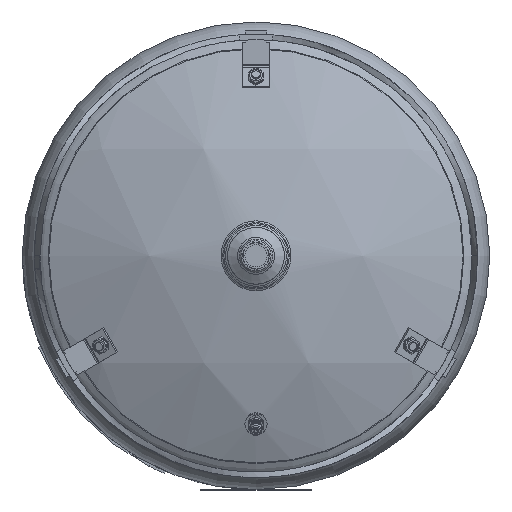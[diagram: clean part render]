
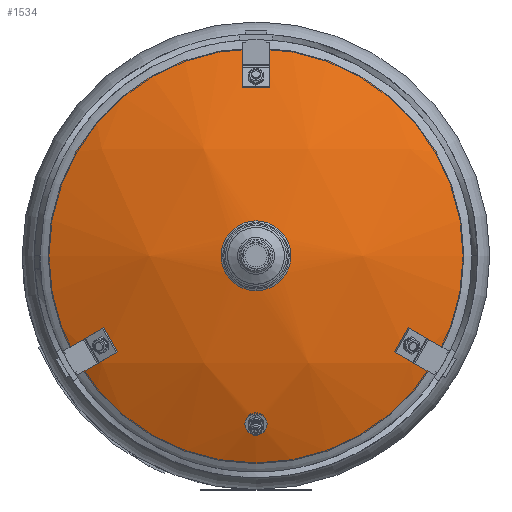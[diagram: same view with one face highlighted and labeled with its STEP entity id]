
A CAD part, front view. The second image highlights one B-rep face of the part: STEP entity #1534.
In plain terms, the highlighted spherical face has radius 420 mm.
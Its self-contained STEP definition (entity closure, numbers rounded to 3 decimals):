
#1243=CARTESIAN_POINT('',(186.667,-790.34,0.));
#1244=VERTEX_POINT('',#1243);
#1245=CARTESIAN_POINT('',(0.,-790.34,0.));
#1246=DIRECTION('',(0.0,-1.0,0.0));
#1247=DIRECTION('',(1.0,0.0,0.0));
#1248=AXIS2_PLACEMENT_3D('',#1245,#1246,#1247);
#1249=CIRCLE('',#1248,186.667);
#1250=EDGE_CURVE('',#1244,#1244,#1249,.T.);
#1450=CARTESIAN_POINT('',(31.385,-832.927,0.));
#1451=VERTEX_POINT('',#1450);
#1452=CARTESIAN_POINT('',(0.,-832.927,0.));
#1453=DIRECTION('',(0.0,-1.0,0.0));
#1454=DIRECTION('',(1.0,0.0,0.0));
#1455=AXIS2_PLACEMENT_3D('',#1452,#1453,#1454);
#1456=CIRCLE('',#1455,31.385);
#1457=EDGE_CURVE('',#1451,#1451,#1456,.T.);
#1462=CARTESIAN_POINT('',(0.,-414.102,0.));
#1463=DIRECTION('',(0.0,0.0,1.0));
#1464=DIRECTION('',(-1.0,0.0,0.0));
#1465=AXIS2_PLACEMENT_3D('',#1462,#1463,#1464);
#1466=SPHERICAL_SURFACE('',#1465,420.);
#1467=CARTESIAN_POINT('',(3.438,-805.541,-152.195));
#1468=VERTEX_POINT('',#1467);
#1469=CARTESIAN_POINT('',(-3.438,-805.541,-152.195));
#1470=VERTEX_POINT('',#1469);
#1471=CARTESIAN_POINT('',(3.438,-805.541,-152.195));
#1472=CARTESIAN_POINT('',(3.386,-805.498,-152.306));
#1473=CARTESIAN_POINT('',(3.329,-805.457,-152.414));
#1474=CARTESIAN_POINT('',(3.035,-805.27,-152.899));
#1475=CARTESIAN_POINT('',(2.707,-805.13,-153.264));
#1476=CARTESIAN_POINT('',(1.92,-804.908,-153.84));
#1477=CARTESIAN_POINT('',(1.461,-804.827,-154.051));
#1478=CARTESIAN_POINT('',(0.554,-804.736,-154.287));
#1479=CARTESIAN_POINT('',(0.045,-804.72,-154.328));
#1480=CARTESIAN_POINT('',(-0.948,-804.764,-154.216));
#1481=CARTESIAN_POINT('',(-1.432,-804.823,-154.062));
#1482=CARTESIAN_POINT('',(-2.252,-804.989,-153.63));
#1483=CARTESIAN_POINT('',(-2.643,-805.107,-153.324));
#1484=CARTESIAN_POINT('',(-3.149,-805.338,-152.722));
#1485=CARTESIAN_POINT('',(-3.313,-805.438,-152.463));
#1486=CARTESIAN_POINT('',(-3.438,-805.541,-152.195));
#1487=B_SPLINE_CURVE_WITH_KNOTS('',3,(#1471,#1472,#1473,#1474,#1475,#1476,#1477,#1478,#1479,#1480,#1481,#1482,#1483,#1484,#1485,#1486),.UNSPECIFIED.,.F.,.U.,(4,2,2,2,2,2,2,4),(1.092,1.13,1.271,1.413,1.554,1.695,1.836,1.927),.UNSPECIFIED.);
#1488=EDGE_CURVE('',#1468,#1470,#1487,.T.);
#1489=ORIENTED_EDGE('',*,*,#1488,.T.);
#1490=CARTESIAN_POINT('',(-4.,-806.273,-150.286));
#1491=VERTEX_POINT('',#1490);
#1492=CARTESIAN_POINT('',(-3.438,-805.541,-152.195));
#1493=CARTESIAN_POINT('',(-3.536,-805.6,-152.042));
#1494=CARTESIAN_POINT('',(-3.622,-805.661,-151.881));
#1495=CARTESIAN_POINT('',(-3.9,-805.901,-151.255));
#1496=CARTESIAN_POINT('',(-4.,-806.093,-150.755));
#1497=CARTESIAN_POINT('',(-4.,-806.273,-150.286));
#1498=B_SPLINE_CURVE_WITH_KNOTS('',3,(#1492,#1493,#1494,#1495,#1496,#1497),.UNSPECIFIED.,.F.,.U.,(4,2,4),(2.206,2.26,2.411),.UNSPECIFIED.);
#1499=EDGE_CURVE('',#1470,#1491,#1498,.T.);
#1500=ORIENTED_EDGE('',*,*,#1499,.T.);
#1501=CARTESIAN_POINT('',(-4.,-806.273,-150.286));
#1502=CARTESIAN_POINT('',(-4.,-806.452,-149.817));
#1503=CARTESIAN_POINT('',(-3.9,-806.644,-149.317));
#1504=CARTESIAN_POINT('',(-3.491,-806.997,-148.396));
#1505=CARTESIAN_POINT('',(-3.184,-807.158,-147.976));
#1506=CARTESIAN_POINT('',(-2.473,-807.412,-147.313));
#1507=CARTESIAN_POINT('',(-2.023,-807.522,-147.026));
#1508=CARTESIAN_POINT('',(-1.038,-807.668,-146.645));
#1509=CARTESIAN_POINT('',(-0.502,-807.704,-146.551));
#1510=CARTESIAN_POINT('',(0.502,-807.704,-146.551));
#1511=CARTESIAN_POINT('',(1.038,-807.668,-146.645));
#1512=CARTESIAN_POINT('',(2.023,-807.522,-147.026));
#1513=CARTESIAN_POINT('',(2.473,-807.412,-147.313));
#1514=CARTESIAN_POINT('',(3.184,-807.158,-147.976));
#1515=CARTESIAN_POINT('',(3.491,-806.997,-148.396));
#1516=CARTESIAN_POINT('',(3.9,-806.644,-149.317));
#1517=CARTESIAN_POINT('',(4.,-806.452,-149.817));
#1518=CARTESIAN_POINT('',(4.,-806.093,-150.755));
#1519=CARTESIAN_POINT('',(3.9,-805.901,-151.255));
#1520=CARTESIAN_POINT('',(3.622,-805.661,-151.881));
#1521=CARTESIAN_POINT('',(3.536,-805.6,-152.042));
#1522=CARTESIAN_POINT('',(3.438,-805.541,-152.195));
#1523=B_SPLINE_CURVE_WITH_KNOTS('',3,(#1501,#1502,#1503,#1504,#1505,#1506,#1507,#1508,#1509,#1510,#1511,#1512,#1513,#1514,#1515,#1516,#1517,#1518,#1519,#1520,#1521,#1522),.UNSPECIFIED.,.F.,.U.,(4,2,2,2,2,2,2,2,2,2,4),(0.0,0.151,0.301,0.452,0.603,0.753,0.904,1.055,1.205,1.356,1.41),.UNSPECIFIED.);
#1524=EDGE_CURVE('',#1491,#1468,#1523,.T.);
#1525=ORIENTED_EDGE('',*,*,#1524,.T.);
#1526=EDGE_LOOP('',(#1489,#1500,#1525));
#1527=FACE_OUTER_BOUND('',#1526,.T.);
#1528=ORIENTED_EDGE('',*,*,#1457,.F.);
#1529=EDGE_LOOP('',(#1528));
#1530=FACE_BOUND('',#1529,.T.);
#1531=ORIENTED_EDGE('',*,*,#1250,.T.);
#1532=EDGE_LOOP('',(#1531));
#1533=FACE_BOUND('',#1532,.T.);
#1534=ADVANCED_FACE('',(#1527,#1530,#1533),#1466,.T.);
